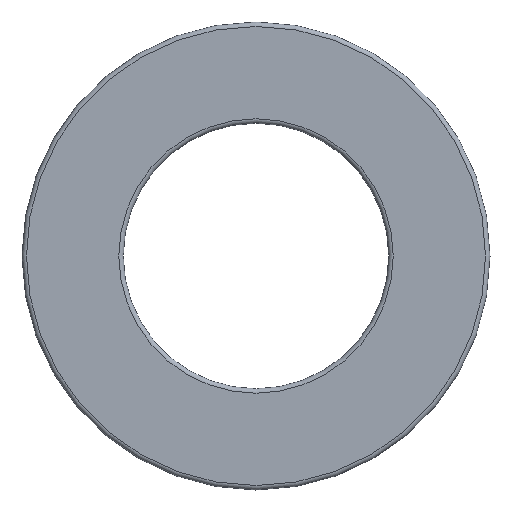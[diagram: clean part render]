
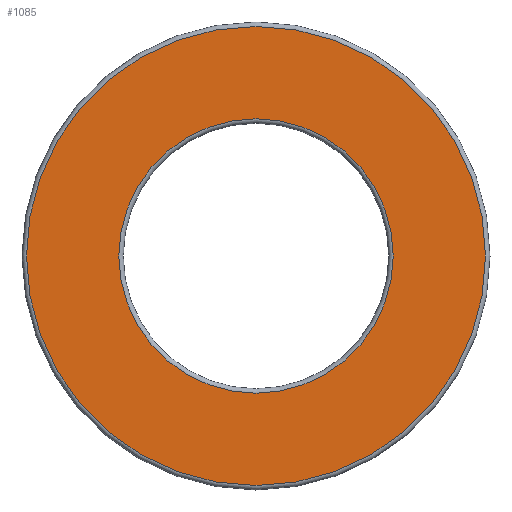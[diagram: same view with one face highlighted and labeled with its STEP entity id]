
A CAD part, left-side view. The second image highlights one B-rep face of the part: STEP entity #1085.
In plain terms, the highlighted planar face has unit normal (-1, 0, 0).
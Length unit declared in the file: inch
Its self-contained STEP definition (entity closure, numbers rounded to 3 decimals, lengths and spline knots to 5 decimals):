
#34 = DIRECTION ( 'NONE',  ( 0., 0., -1. ) ) ;
#46 = CIRCLE ( 'NONE', #829, 0.61375 ) ;
#146 = DIRECTION ( 'NONE',  ( 0., 0., 1. ) ) ;
#181 = FACE_OUTER_BOUND ( 'NONE', #289, .T. ) ;
#183 = DIRECTION ( 'NONE',  ( 0., 0., 1. ) ) ;
#287 = DIRECTION ( 'NONE',  ( -1., 0., 0. ) ) ;
#289 = EDGE_LOOP ( 'NONE', ( #324 ) ) ;
#303 = EDGE_CURVE ( 'NONE', #416, #416, #46, .T. ) ;
#324 = ORIENTED_EDGE ( 'NONE', *, *, #1315, .T. ) ;
#416 = VERTEX_POINT ( 'NONE', #863 ) ;
#454 = AXIS2_PLACEMENT_3D ( 'NONE', #935, #1271, #34 ) ;
#522 = CARTESIAN_POINT ( 'NONE',  ( -0.3125, 0., 1.02688 ) ) ;
#523 = VERTEX_POINT ( 'NONE', #522 ) ;
#601 = CARTESIAN_POINT ( 'NONE',  ( -0.3125, 0., 0. ) ) ;
#813 = EDGE_LOOP ( 'NONE', ( #1170 ) ) ;
#821 = DIRECTION ( 'NONE',  ( -1., 0., 0. ) ) ;
#829 = AXIS2_PLACEMENT_3D ( 'NONE', #601, #821, #146 ) ;
#858 = CARTESIAN_POINT ( 'NONE',  ( -0.3125, 0., 0. ) ) ;
#863 = CARTESIAN_POINT ( 'NONE',  ( -0.3125, 0., 0.61375 ) ) ;
#935 = CARTESIAN_POINT ( 'NONE',  ( -0.3125, 0., 0. ) ) ;
#938 = PLANE ( 'NONE',  #454 ) ;
#1085 = ADVANCED_FACE ( 'NONE', ( #1164, #181 ), #938, .F. ) ;
#1164 = FACE_BOUND ( 'NONE', #813, .T. ) ;
#1170 = ORIENTED_EDGE ( 'NONE', *, *, #303, .F. ) ;
#1209 = CIRCLE ( 'NONE', #1335, 1.02688 ) ;
#1271 = DIRECTION ( 'NONE',  ( 1., 0., 0. ) ) ;
#1315 = EDGE_CURVE ( 'NONE', #523, #523, #1209, .T. ) ;
#1335 = AXIS2_PLACEMENT_3D ( 'NONE', #858, #287, #183 ) ;
